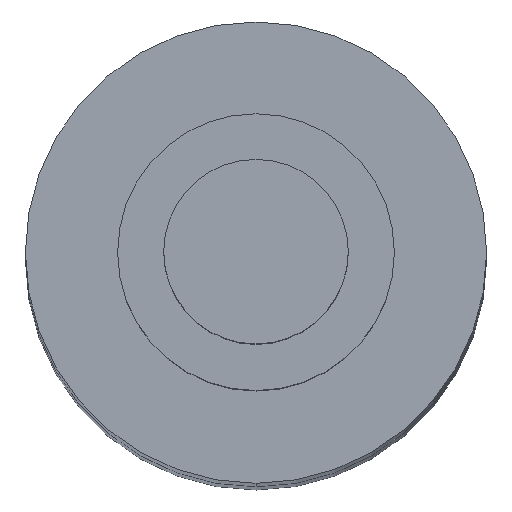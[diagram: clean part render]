
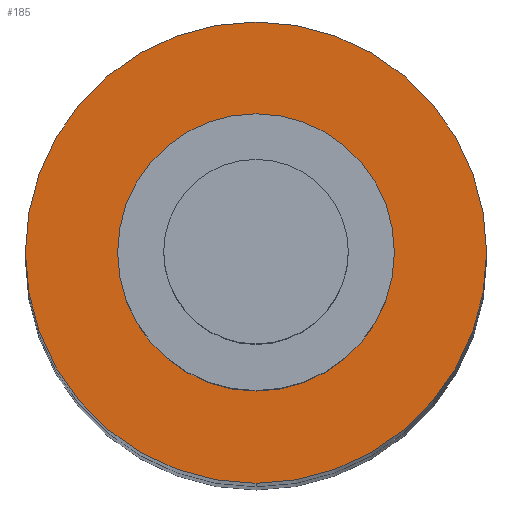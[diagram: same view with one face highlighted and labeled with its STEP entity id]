
A CAD part, top view. The second image highlights one B-rep face of the part: STEP entity #185.
In plain terms, the highlighted planar face has unit normal (0, 0, 1).
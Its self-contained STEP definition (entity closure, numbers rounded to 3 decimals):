
#20 = CARTESIAN_POINT ( 'NONE',  ( 0., -15., -60. ) ) ;
#24 = CIRCLE ( 'NONE', #219, 25. ) ;
#37 = ORIENTED_EDGE ( 'NONE', *, *, #408, .T. ) ;
#46 = PLANE ( 'NONE',  #597 ) ;
#60 = CARTESIAN_POINT ( 'NONE',  ( 0., 15., -60. ) ) ;
#111 = AXIS2_PLACEMENT_3D ( 'NONE', #146, #451, #151 ) ;
#117 = CIRCLE ( 'NONE', #499, 15. ) ;
#125 = ORIENTED_EDGE ( 'NONE', *, *, #290, .F. ) ;
#139 = FACE_BOUND ( 'NONE', #458, .T. ) ;
#146 = CARTESIAN_POINT ( 'NONE',  ( 0., 0., -60. ) ) ;
#151 = DIRECTION ( 'NONE',  ( 0., -1., 0. ) ) ;
#167 = CIRCLE ( 'NONE', #342, 25. ) ;
#170 = DIRECTION ( 'NONE',  ( 0., -1., 0. ) ) ;
#180 = DIRECTION ( 'NONE',  ( 0., 0., 1. ) ) ;
#185 = ADVANCED_FACE ( 'NONE', ( #263, #139 ), #46, .T. ) ;
#191 = VERTEX_POINT ( 'NONE', #201 ) ;
#201 = CARTESIAN_POINT ( 'NONE',  ( 0., -25., -60. ) ) ;
#206 = EDGE_CURVE ( 'NONE', #356, #421, #535, .T. ) ;
#211 = EDGE_CURVE ( 'NONE', #191, #217, #24, .T. ) ;
#217 = VERTEX_POINT ( 'NONE', #599 ) ;
#219 = AXIS2_PLACEMENT_3D ( 'NONE', #448, #657, #357 ) ;
#261 = DIRECTION ( 'NONE',  ( 0., 0., 1. ) ) ;
#263 = FACE_OUTER_BOUND ( 'NONE', #279, .T. ) ;
#272 = ORIENTED_EDGE ( 'NONE', *, *, #206, .F. ) ;
#279 = EDGE_LOOP ( 'NONE', ( #511, #37 ) ) ;
#290 = EDGE_CURVE ( 'NONE', #421, #356, #117, .T. ) ;
#312 = DIRECTION ( 'NONE',  ( 0., -1., 0. ) ) ;
#342 = AXIS2_PLACEMENT_3D ( 'NONE', #619, #180, #378 ) ;
#356 = VERTEX_POINT ( 'NONE', #60 ) ;
#357 = DIRECTION ( 'NONE',  ( 0., -1., 0. ) ) ;
#378 = DIRECTION ( 'NONE',  ( 0., -1., 0. ) ) ;
#408 = EDGE_CURVE ( 'NONE', #217, #191, #167, .T. ) ;
#410 = DIRECTION ( 'NONE',  ( 0., 0., 1. ) ) ;
#421 = VERTEX_POINT ( 'NONE', #20 ) ;
#448 = CARTESIAN_POINT ( 'NONE',  ( 0., 0., -60. ) ) ;
#451 = DIRECTION ( 'NONE',  ( 0., 0., 1. ) ) ;
#454 = CARTESIAN_POINT ( 'NONE',  ( 0., 0., -60. ) ) ;
#458 = EDGE_LOOP ( 'NONE', ( #125, #272 ) ) ;
#499 = AXIS2_PLACEMENT_3D ( 'NONE', #454, #410, #170 ) ;
#511 = ORIENTED_EDGE ( 'NONE', *, *, #211, .T. ) ;
#535 = CIRCLE ( 'NONE', #111, 15. ) ;
#552 = CARTESIAN_POINT ( 'NONE',  ( 0., -15., -60. ) ) ;
#597 = AXIS2_PLACEMENT_3D ( 'NONE', #552, #261, #312 ) ;
#599 = CARTESIAN_POINT ( 'NONE',  ( 0., 25., -60. ) ) ;
#619 = CARTESIAN_POINT ( 'NONE',  ( 0., 0., -60. ) ) ;
#657 = DIRECTION ( 'NONE',  ( 0., 0., 1. ) ) ;
